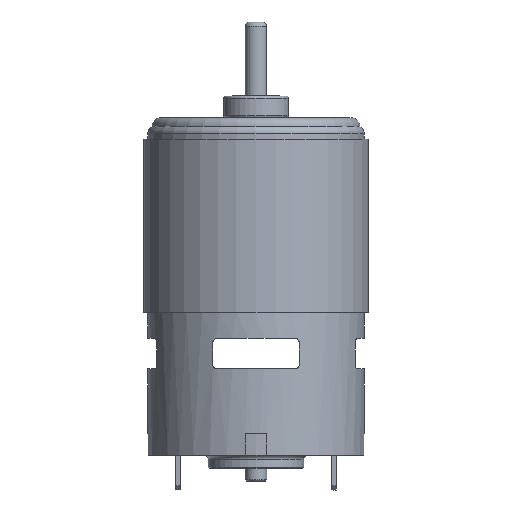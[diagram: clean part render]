
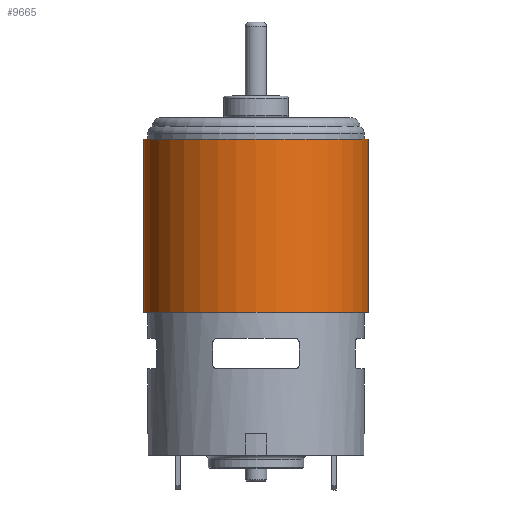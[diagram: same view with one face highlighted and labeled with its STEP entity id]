
A CAD part, front view. The second image highlights one B-rep face of the part: STEP entity #9665.
In plain terms, the highlighted cylindrical face has radius 26 mm (diameter 52 mm), a partial arc.
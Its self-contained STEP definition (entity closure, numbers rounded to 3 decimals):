
#119 = CIRCLE ( 'NONE', #5792, 26. ) ;
#540 = ORIENTED_EDGE ( 'NONE', *, *, #3654, .T. ) ;
#799 = CIRCLE ( 'NONE', #3860, 26. ) ;
#836 = CARTESIAN_POINT ( 'NONE',  ( 37.438, 60.14, 80.68 ) ) ;
#1223 = DIRECTION ( 'NONE',  ( 0., 0., 1. ) ) ;
#1325 = AXIS2_PLACEMENT_3D ( 'NONE', #836, #5063, #12444 ) ;
#1881 = VERTEX_POINT ( 'NONE', #2357 ) ;
#1895 = DIRECTION ( 'NONE',  ( 1., 0., 0. ) ) ;
#1962 = DIRECTION ( 'NONE',  ( 0., 0., 1. ) ) ;
#2029 = CARTESIAN_POINT ( 'NONE',  ( 37.438, 60.14, 120.68 ) ) ;
#2357 = CARTESIAN_POINT ( 'NONE',  ( 11.438, 60.14, 120.68 ) ) ;
#2998 = VERTEX_POINT ( 'NONE', #8612 ) ;
#3168 = CYLINDRICAL_SURFACE ( 'NONE', #1325, 26. ) ;
#3537 = EDGE_CURVE ( 'NONE', #7740, #1881, #6488, .T. ) ;
#3654 = EDGE_CURVE ( 'NONE', #2998, #5307, #7520, .T. ) ;
#3860 = AXIS2_PLACEMENT_3D ( 'NONE', #11257, #1962, #1895 ) ;
#4296 = DIRECTION ( 'NONE',  ( 0., 0., 1. ) ) ;
#4743 = CARTESIAN_POINT ( 'NONE',  ( 63.438, 60.14, 120.68 ) ) ;
#5063 = DIRECTION ( 'NONE',  ( 0., 0., 1. ) ) ;
#5307 = VERTEX_POINT ( 'NONE', #4743 ) ;
#5792 = AXIS2_PLACEMENT_3D ( 'NONE', #2029, #6218, #12433 ) ;
#6218 = DIRECTION ( 'NONE',  ( 0., 0., 1. ) ) ;
#6488 = LINE ( 'NONE', #11667, #11467 ) ;
#7190 = EDGE_CURVE ( 'NONE', #7740, #2998, #799, .T. ) ;
#7520 = LINE ( 'NONE', #10557, #8190 ) ;
#7740 = VERTEX_POINT ( 'NONE', #12468 ) ;
#8190 = VECTOR ( 'NONE', #1223, 1000. ) ;
#8427 = ORIENTED_EDGE ( 'NONE', *, *, #3537, .F. ) ;
#8575 = ORIENTED_EDGE ( 'NONE', *, *, #11919, .F. ) ;
#8612 = CARTESIAN_POINT ( 'NONE',  ( 63.438, 60.14, 80.68 ) ) ;
#9665 = ADVANCED_FACE ( 'NONE', ( #12538 ), #3168, .T. ) ;
#10557 = CARTESIAN_POINT ( 'NONE',  ( 63.438, 60.14, 80.68 ) ) ;
#11257 = CARTESIAN_POINT ( 'NONE',  ( 37.438, 60.14, 80.68 ) ) ;
#11467 = VECTOR ( 'NONE', #4296, 1000. ) ;
#11667 = CARTESIAN_POINT ( 'NONE',  ( 11.438, 60.14, 80.68 ) ) ;
#11772 = ORIENTED_EDGE ( 'NONE', *, *, #7190, .T. ) ;
#11919 = EDGE_CURVE ( 'NONE', #1881, #5307, #119, .T. ) ;
#12433 = DIRECTION ( 'NONE',  ( 1., 0., 0. ) ) ;
#12444 = DIRECTION ( 'NONE',  ( 1., 0., 0. ) ) ;
#12468 = CARTESIAN_POINT ( 'NONE',  ( 11.438, 60.14, 80.68 ) ) ;
#12538 = FACE_OUTER_BOUND ( 'NONE', #13377, .T. ) ;
#13377 = EDGE_LOOP ( 'NONE', ( #8427, #11772, #540, #8575 ) ) ;
